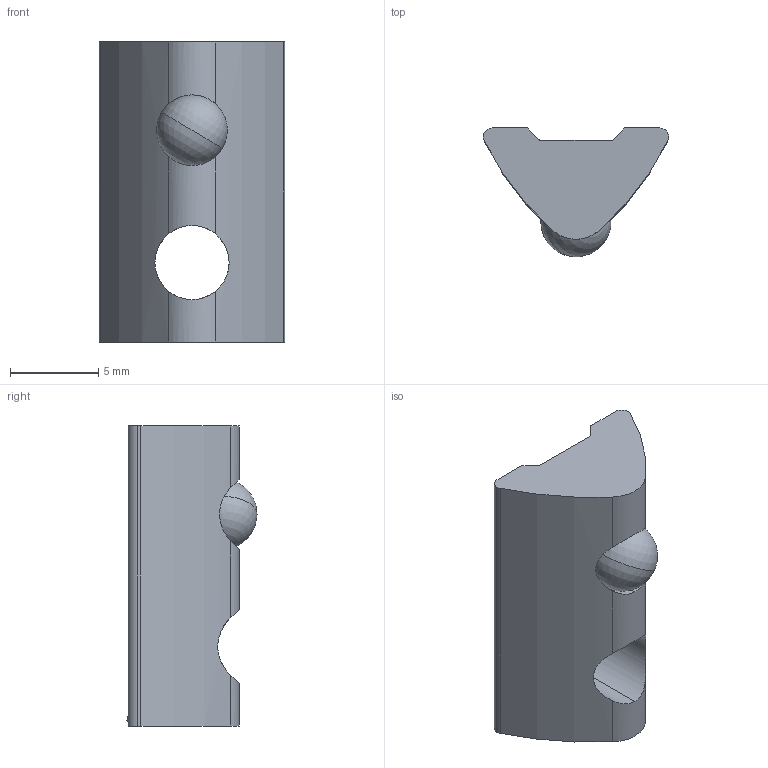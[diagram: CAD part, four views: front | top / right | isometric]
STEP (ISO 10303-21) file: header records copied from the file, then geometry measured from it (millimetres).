
FILE_DESCRIPTION (( 'STEP AP203' ), '1' );
FILE_NAME ('Accessories for aluminium profiles096235.step', '2015-11-23T12:38:15', ( '' ), ( '' ), 'SwSTEP 2.0', 'SolidWorks 2015', '' );
FILE_SCHEMA (( 'CONFIG_CONTROL_DESIGN' ));
Length unit declared in the file: millimetre
Products named in the file (4): Accessories for aluminium profiles096235; 096233r01_096 235 R01 S01; 340me083_Feder belastet; 340me081
Assembly tree (3 placements, depth 2):
  Accessories for aluminium profiles096235
    096233r01_096 235 R01 S01
    340me083_Feder belastet
    340me081
Bounding box: 10.5 x 7.38 x 17 mm (x, y, z)
Volume: 593.5 mm3; surface area: 737 mm2
Topology: 3 solids, 3 shells, 45 faces, 122 edges, 77 vertices
Faces by surface type: plane 23, cylinder 12, torus 6, bspline 2, sphere 2
Entity records: 2293 total; most frequent: CARTESIAN_POINT 794, ORIENTED_EDGE 234, DIRECTION 233, EDGE_CURVE 117, AXIS2_PLACEMENT_3D 87, VERTEX_POINT 74, LINE 59, VECTOR 59
